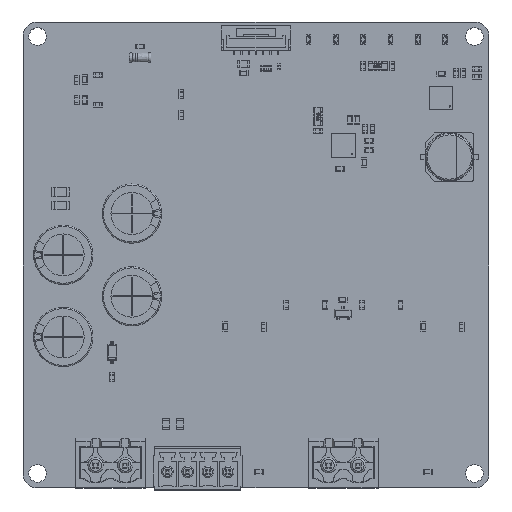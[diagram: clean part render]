
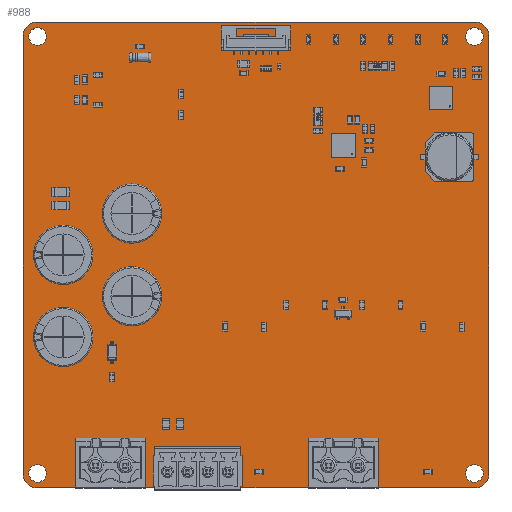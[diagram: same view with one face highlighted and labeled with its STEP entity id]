
A CAD part, top view. The second image highlights one B-rep face of the part: STEP entity #988.
In plain terms, the highlighted planar face has unit normal (0, 0, 1).
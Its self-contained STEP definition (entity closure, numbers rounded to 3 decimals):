
#77 = VERTEX_POINT('',#78);
#78 = CARTESIAN_POINT('',(59.5,-178.,0.));
#95 = VERTEX_POINT('',#96);
#96 = CARTESIAN_POINT('',(59.5,-103.,0.));
#102 = EDGE_CURVE('',#77,#95,#103,.T.);
#103 = LINE('',#104,#105);
#104 = CARTESIAN_POINT('',(59.5,-178.,0.));
#105 = VECTOR('',#106,1.);
#106 = DIRECTION('',(0.,1.,0.));
#127 = VERTEX_POINT('',#128);
#128 = CARTESIAN_POINT('',(62.,-180.5,0.));
#134 = EDGE_CURVE('',#77,#127,#135,.T.);
#135 = CIRCLE('',#136,2.5);
#136 = AXIS2_PLACEMENT_3D('',#137,#138,#139);
#137 = CARTESIAN_POINT('',(62.,-178.,0.));
#138 = DIRECTION('',(0.,0.,1.));
#139 = DIRECTION('',(1.,0.,0.));
#150 = VERTEX_POINT('',#151);
#151 = CARTESIAN_POINT('',(62.,-100.5,0.));
#167 = EDGE_CURVE('',#150,#95,#168,.T.);
#168 = CIRCLE('',#169,2.5);
#169 = AXIS2_PLACEMENT_3D('',#170,#171,#172);
#170 = CARTESIAN_POINT('',(62.,-103.,0.));
#171 = DIRECTION('',(0.,0.,1.));
#172 = DIRECTION('',(1.,0.,0.));
#183 = VERTEX_POINT('',#184);
#184 = CARTESIAN_POINT('',(137.,-180.5,0.));
#199 = EDGE_CURVE('',#183,#127,#200,.T.);
#200 = LINE('',#201,#202);
#201 = CARTESIAN_POINT('',(137.,-180.5,0.));
#202 = VECTOR('',#203,1.);
#203 = DIRECTION('',(-1.,0.,0.));
#223 = VERTEX_POINT('',#224);
#224 = CARTESIAN_POINT('',(137.,-100.5,0.));
#230 = EDGE_CURVE('',#150,#223,#231,.T.);
#231 = LINE('',#232,#233);
#232 = CARTESIAN_POINT('',(62.,-100.5,0.));
#233 = VECTOR('',#234,1.);
#234 = DIRECTION('',(1.,0.,0.));
#255 = VERTEX_POINT('',#256);
#256 = CARTESIAN_POINT('',(139.5,-178.,0.));
#262 = EDGE_CURVE('',#183,#255,#263,.T.);
#263 = CIRCLE('',#264,2.5);
#264 = AXIS2_PLACEMENT_3D('',#265,#266,#267);
#265 = CARTESIAN_POINT('',(137.,-178.,0.));
#266 = DIRECTION('',(0.,0.,1.));
#267 = DIRECTION('',(1.,0.,0.));
#278 = VERTEX_POINT('',#279);
#279 = CARTESIAN_POINT('',(139.5,-103.,0.));
#295 = EDGE_CURVE('',#278,#223,#296,.T.);
#296 = CIRCLE('',#297,2.5);
#297 = AXIS2_PLACEMENT_3D('',#298,#299,#300);
#298 = CARTESIAN_POINT('',(137.,-103.,0.));
#299 = DIRECTION('',(0.,0.,1.));
#300 = DIRECTION('',(1.,0.,0.));
#318 = EDGE_CURVE('',#278,#255,#319,.T.);
#319 = LINE('',#320,#321);
#320 = CARTESIAN_POINT('',(139.5,-103.,0.));
#321 = VECTOR('',#322,1.);
#322 = DIRECTION('',(0.,-1.,0.));
#333 = VERTEX_POINT('',#334);
#334 = CARTESIAN_POINT('',(138.5,-178.,0.));
#350 = EDGE_CURVE('',#333,#333,#351,.T.);
#351 = CIRCLE('',#352,1.5);
#352 = AXIS2_PLACEMENT_3D('',#353,#354,#355);
#353 = CARTESIAN_POINT('',(137.,-178.,0.));
#354 = DIRECTION('',(0.,0.,1.));
#355 = DIRECTION('',(1.,0.,-0.));
#366 = VERTEX_POINT('',#367);
#367 = CARTESIAN_POINT('',(117.85,-176.7,0.));
#383 = EDGE_CURVE('',#366,#366,#384,.T.);
#384 = CIRCLE('',#385,0.85);
#385 = AXIS2_PLACEMENT_3D('',#386,#387,#388);
#386 = CARTESIAN_POINT('',(117.,-176.7,0.));
#387 = DIRECTION('',(0.,0.,1.));
#388 = DIRECTION('',(1.,0.,-0.));
#399 = VERTEX_POINT('',#400);
#400 = CARTESIAN_POINT('',(95.45,-177.7,0.));
#416 = EDGE_CURVE('',#399,#399,#417,.T.);
#417 = CIRCLE('',#418,0.7);
#418 = AXIS2_PLACEMENT_3D('',#419,#420,#421);
#419 = CARTESIAN_POINT('',(94.75,-177.7,0.));
#420 = DIRECTION('',(0.,0.,1.));
#421 = DIRECTION('',(1.,0.,-0.));
#432 = VERTEX_POINT('',#433);
#433 = CARTESIAN_POINT('',(112.85,-176.7,0.));
#449 = EDGE_CURVE('',#432,#432,#450,.T.);
#450 = CIRCLE('',#451,0.85);
#451 = AXIS2_PLACEMENT_3D('',#452,#453,#454);
#452 = CARTESIAN_POINT('',(112.,-176.7,0.));
#453 = DIRECTION('',(0.,0.,1.));
#454 = DIRECTION('',(1.,0.,-0.));
#465 = VERTEX_POINT('',#466);
#466 = CARTESIAN_POINT('',(91.95,-177.7,0.));
#482 = EDGE_CURVE('',#465,#465,#483,.T.);
#483 = CIRCLE('',#484,0.7);
#484 = AXIS2_PLACEMENT_3D('',#485,#486,#487);
#485 = CARTESIAN_POINT('',(91.25,-177.7,0.));
#486 = DIRECTION('',(0.,0.,1.));
#487 = DIRECTION('',(1.,0.,-0.));
#498 = VERTEX_POINT('',#499);
#499 = CARTESIAN_POINT('',(76.15,-133.4,0.));
#515 = EDGE_CURVE('',#498,#498,#516,.T.);
#516 = CIRCLE('',#517,0.45);
#517 = AXIS2_PLACEMENT_3D('',#518,#519,#520);
#518 = CARTESIAN_POINT('',(75.701,-133.4,0.));
#519 = DIRECTION('',(0.,0.,1.));
#520 = DIRECTION('',(1.,0.,-0.));
#531 = VERTEX_POINT('',#532);
#532 = CARTESIAN_POINT('',(76.15,-147.6,0.));
#548 = EDGE_CURVE('',#531,#531,#549,.T.);
#549 = CIRCLE('',#550,0.45);
#550 = AXIS2_PLACEMENT_3D('',#551,#552,#553);
#551 = CARTESIAN_POINT('',(75.701,-147.6,0.));
#552 = DIRECTION('',(0.,0.,1.));
#553 = DIRECTION('',(1.,0.,-0.));
#564 = VERTEX_POINT('',#565);
#565 = CARTESIAN_POINT('',(81.149,-133.4,0.));
#581 = EDGE_CURVE('',#564,#564,#582,.T.);
#582 = CIRCLE('',#583,0.45);
#583 = AXIS2_PLACEMENT_3D('',#584,#585,#586);
#584 = CARTESIAN_POINT('',(80.699,-133.4,0.));
#585 = DIRECTION('',(0.,0.,1.));
#586 = DIRECTION('',(1.,0.,-0.));
#597 = VERTEX_POINT('',#598);
#598 = CARTESIAN_POINT('',(81.149,-147.6,0.));
#614 = EDGE_CURVE('',#597,#597,#615,.T.);
#615 = CIRCLE('',#616,0.45);
#616 = AXIS2_PLACEMENT_3D('',#617,#618,#619);
#617 = CARTESIAN_POINT('',(80.699,-147.6,0.));
#618 = DIRECTION('',(0.,0.,1.));
#619 = DIRECTION('',(1.,0.,-0.));
#630 = VERTEX_POINT('',#631);
#631 = CARTESIAN_POINT('',(77.85,-176.7,0.));
#647 = EDGE_CURVE('',#630,#630,#648,.T.);
#648 = CIRCLE('',#649,0.85);
#649 = AXIS2_PLACEMENT_3D('',#650,#651,#652);
#650 = CARTESIAN_POINT('',(77.,-176.7,0.));
#651 = DIRECTION('',(0.,0.,1.));
#652 = DIRECTION('',(1.,0.,-0.));
#663 = VERTEX_POINT('',#664);
#664 = CARTESIAN_POINT('',(88.45,-177.7,0.));
#680 = EDGE_CURVE('',#663,#663,#681,.T.);
#681 = CIRCLE('',#682,0.7);
#682 = AXIS2_PLACEMENT_3D('',#683,#684,#685);
#683 = CARTESIAN_POINT('',(87.75,-177.7,0.));
#684 = DIRECTION('',(0.,0.,1.));
#685 = DIRECTION('',(1.,0.,-0.));
#696 = VERTEX_POINT('',#697);
#697 = CARTESIAN_POINT('',(84.95,-177.7,0.));
#713 = EDGE_CURVE('',#696,#696,#714,.T.);
#714 = CIRCLE('',#715,0.7);
#715 = AXIS2_PLACEMENT_3D('',#716,#717,#718);
#716 = CARTESIAN_POINT('',(84.25,-177.7,0.));
#717 = DIRECTION('',(0.,0.,1.));
#718 = DIRECTION('',(1.,0.,-0.));
#729 = VERTEX_POINT('',#730);
#730 = CARTESIAN_POINT('',(64.35,-140.5,0.));
#746 = EDGE_CURVE('',#729,#729,#747,.T.);
#747 = CIRCLE('',#748,0.45);
#748 = AXIS2_PLACEMENT_3D('',#749,#750,#751);
#749 = CARTESIAN_POINT('',(63.901,-140.5,0.));
#750 = DIRECTION('',(0.,0.,1.));
#751 = DIRECTION('',(1.,0.,-0.));
#762 = VERTEX_POINT('',#763);
#763 = CARTESIAN_POINT('',(64.35,-154.6,0.));
#779 = EDGE_CURVE('',#762,#762,#780,.T.);
#780 = CIRCLE('',#781,0.45);
#781 = AXIS2_PLACEMENT_3D('',#782,#783,#784);
#782 = CARTESIAN_POINT('',(63.901,-154.6,0.));
#783 = DIRECTION('',(0.,0.,1.));
#784 = DIRECTION('',(1.,0.,-0.));
#795 = VERTEX_POINT('',#796);
#796 = CARTESIAN_POINT('',(69.349,-140.5,0.));
#812 = EDGE_CURVE('',#795,#795,#813,.T.);
#813 = CIRCLE('',#814,0.45);
#814 = AXIS2_PLACEMENT_3D('',#815,#816,#817);
#815 = CARTESIAN_POINT('',(68.899,-140.5,0.));
#816 = DIRECTION('',(0.,0.,1.));
#817 = DIRECTION('',(1.,0.,-0.));
#828 = VERTEX_POINT('',#829);
#829 = CARTESIAN_POINT('',(69.349,-154.6,0.));
#845 = EDGE_CURVE('',#828,#828,#846,.T.);
#846 = CIRCLE('',#847,0.45);
#847 = AXIS2_PLACEMENT_3D('',#848,#849,#850);
#848 = CARTESIAN_POINT('',(68.899,-154.6,0.));
#849 = DIRECTION('',(0.,0.,1.));
#850 = DIRECTION('',(1.,0.,-0.));
#861 = VERTEX_POINT('',#862);
#862 = CARTESIAN_POINT('',(63.5,-178.,0.));
#878 = EDGE_CURVE('',#861,#861,#879,.T.);
#879 = CIRCLE('',#880,1.5);
#880 = AXIS2_PLACEMENT_3D('',#881,#882,#883);
#881 = CARTESIAN_POINT('',(62.,-178.,0.));
#882 = DIRECTION('',(0.,0.,1.));
#883 = DIRECTION('',(1.,0.,-0.));
#894 = VERTEX_POINT('',#895);
#895 = CARTESIAN_POINT('',(72.85,-176.7,0.));
#911 = EDGE_CURVE('',#894,#894,#912,.T.);
#912 = CIRCLE('',#913,0.85);
#913 = AXIS2_PLACEMENT_3D('',#914,#915,#916);
#914 = CARTESIAN_POINT('',(72.,-176.7,0.));
#915 = DIRECTION('',(0.,0.,1.));
#916 = DIRECTION('',(1.,0.,-0.));
#927 = VERTEX_POINT('',#928);
#928 = CARTESIAN_POINT('',(138.5,-103.,0.));
#944 = EDGE_CURVE('',#927,#927,#945,.T.);
#945 = CIRCLE('',#946,1.5);
#946 = AXIS2_PLACEMENT_3D('',#947,#948,#949);
#947 = CARTESIAN_POINT('',(137.,-103.,0.));
#948 = DIRECTION('',(0.,0.,1.));
#949 = DIRECTION('',(1.,0.,-0.));
#960 = VERTEX_POINT('',#961);
#961 = CARTESIAN_POINT('',(63.5,-103.,0.));
#977 = EDGE_CURVE('',#960,#960,#978,.T.);
#978 = CIRCLE('',#979,1.5);
#979 = AXIS2_PLACEMENT_3D('',#980,#981,#982);
#980 = CARTESIAN_POINT('',(62.,-103.,0.));
#981 = DIRECTION('',(0.,0.,1.));
#982 = DIRECTION('',(1.,0.,-0.));
#988 = ADVANCED_FACE('',(#989,#999,#1002,#1005,#1008,#1011,#1014,#1017,
    #1020,#1023,#1026,#1029,#1032,#1035,#1038,#1041,#1044,#1047,#1050,
    #1053,#1056),#1059,.F.);
#989 = FACE_BOUND('',#990,.F.);
#990 = EDGE_LOOP('',(#991,#992,#993,#994,#995,#996,#997,#998));
#991 = ORIENTED_EDGE('',*,*,#102,.T.);
#992 = ORIENTED_EDGE('',*,*,#167,.F.);
#993 = ORIENTED_EDGE('',*,*,#230,.T.);
#994 = ORIENTED_EDGE('',*,*,#295,.F.);
#995 = ORIENTED_EDGE('',*,*,#318,.T.);
#996 = ORIENTED_EDGE('',*,*,#262,.F.);
#997 = ORIENTED_EDGE('',*,*,#199,.T.);
#998 = ORIENTED_EDGE('',*,*,#134,.F.);
#999 = FACE_BOUND('',#1000,.F.);
#1000 = EDGE_LOOP('',(#1001));
#1001 = ORIENTED_EDGE('',*,*,#350,.T.);
#1002 = FACE_BOUND('',#1003,.F.);
#1003 = EDGE_LOOP('',(#1004));
#1004 = ORIENTED_EDGE('',*,*,#383,.T.);
#1005 = FACE_BOUND('',#1006,.F.);
#1006 = EDGE_LOOP('',(#1007));
#1007 = ORIENTED_EDGE('',*,*,#416,.T.);
#1008 = FACE_BOUND('',#1009,.F.);
#1009 = EDGE_LOOP('',(#1010));
#1010 = ORIENTED_EDGE('',*,*,#449,.T.);
#1011 = FACE_BOUND('',#1012,.F.);
#1012 = EDGE_LOOP('',(#1013));
#1013 = ORIENTED_EDGE('',*,*,#482,.T.);
#1014 = FACE_BOUND('',#1015,.F.);
#1015 = EDGE_LOOP('',(#1016));
#1016 = ORIENTED_EDGE('',*,*,#515,.T.);
#1017 = FACE_BOUND('',#1018,.F.);
#1018 = EDGE_LOOP('',(#1019));
#1019 = ORIENTED_EDGE('',*,*,#548,.T.);
#1020 = FACE_BOUND('',#1021,.F.);
#1021 = EDGE_LOOP('',(#1022));
#1022 = ORIENTED_EDGE('',*,*,#581,.T.);
#1023 = FACE_BOUND('',#1024,.F.);
#1024 = EDGE_LOOP('',(#1025));
#1025 = ORIENTED_EDGE('',*,*,#614,.T.);
#1026 = FACE_BOUND('',#1027,.F.);
#1027 = EDGE_LOOP('',(#1028));
#1028 = ORIENTED_EDGE('',*,*,#647,.T.);
#1029 = FACE_BOUND('',#1030,.F.);
#1030 = EDGE_LOOP('',(#1031));
#1031 = ORIENTED_EDGE('',*,*,#680,.T.);
#1032 = FACE_BOUND('',#1033,.F.);
#1033 = EDGE_LOOP('',(#1034));
#1034 = ORIENTED_EDGE('',*,*,#713,.T.);
#1035 = FACE_BOUND('',#1036,.F.);
#1036 = EDGE_LOOP('',(#1037));
#1037 = ORIENTED_EDGE('',*,*,#746,.T.);
#1038 = FACE_BOUND('',#1039,.F.);
#1039 = EDGE_LOOP('',(#1040));
#1040 = ORIENTED_EDGE('',*,*,#779,.T.);
#1041 = FACE_BOUND('',#1042,.F.);
#1042 = EDGE_LOOP('',(#1043));
#1043 = ORIENTED_EDGE('',*,*,#812,.T.);
#1044 = FACE_BOUND('',#1045,.F.);
#1045 = EDGE_LOOP('',(#1046));
#1046 = ORIENTED_EDGE('',*,*,#845,.T.);
#1047 = FACE_BOUND('',#1048,.F.);
#1048 = EDGE_LOOP('',(#1049));
#1049 = ORIENTED_EDGE('',*,*,#878,.T.);
#1050 = FACE_BOUND('',#1051,.F.);
#1051 = EDGE_LOOP('',(#1052));
#1052 = ORIENTED_EDGE('',*,*,#911,.T.);
#1053 = FACE_BOUND('',#1054,.F.);
#1054 = EDGE_LOOP('',(#1055));
#1055 = ORIENTED_EDGE('',*,*,#944,.T.);
#1056 = FACE_BOUND('',#1057,.F.);
#1057 = EDGE_LOOP('',(#1058));
#1058 = ORIENTED_EDGE('',*,*,#977,.T.);
#1059 = PLANE('',#1060);
#1060 = AXIS2_PLACEMENT_3D('',#1061,#1062,#1063);
#1061 = CARTESIAN_POINT('',(99.5,-140.5,0.));
#1062 = DIRECTION('',(-0.,-0.,-1.));
#1063 = DIRECTION('',(-1.,0.,0.));
